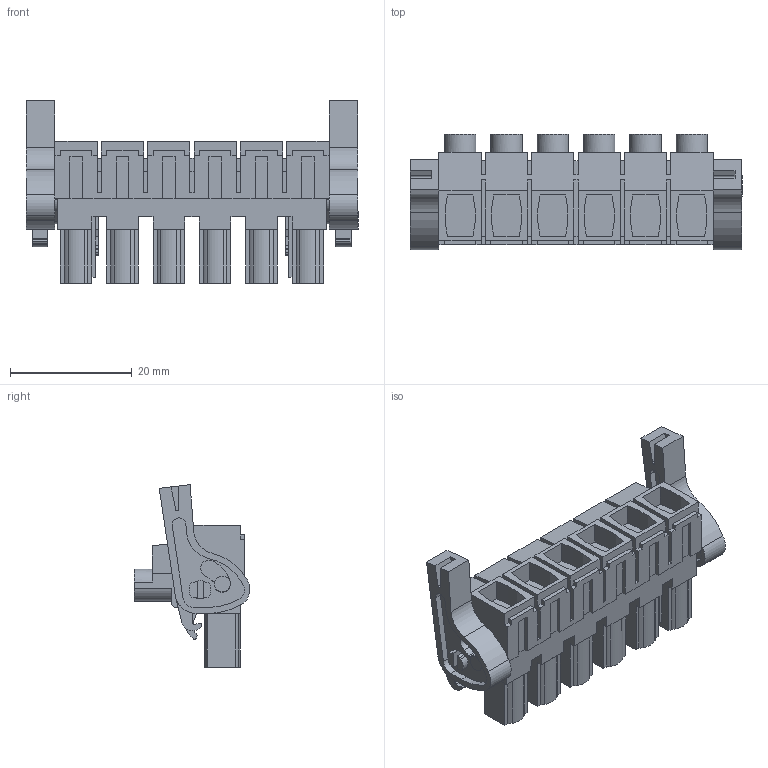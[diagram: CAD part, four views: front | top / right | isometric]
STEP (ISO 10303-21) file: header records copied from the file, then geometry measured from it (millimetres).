
FILE_DESCRIPTION(('CATIA V5 STEP Exchange','CAx-IF Rec.Pracs.--- Model Styling and Organization---1.2---2011-12-15'),'2;1');
FILE_NAME ('D1449564_0', '2017-06-08T09:12:06+00:00', ('none'), ('Weidmueller'), 'CATIA Version 5-6 Release 2014', 'CATIA V5 STEP AP214', 'none');
FILE_SCHEMA(('AUTOMOTIVE_DESIGN { 1 0 10303 214 1 1 1 1 }'));
Length unit declared in the file: millimetre
Products named in the file (1): 1164960000
Bounding box: 54.6 x 19.05 x 30.02 mm (x, y, z)
Volume: 9518.5 mm3; surface area: 8473.6 mm2
Topology: 9 solids, 9 shells, 775 faces, 2221 edges, 1498 vertices
Faces by surface type: plane 581, cylinder 192, extrusion 2
Entity records: 24527 total; most frequent: ORIENTED_EDGE 4442, CARTESIAN_POINT 4363, DIRECTION 3288, EDGE_CURVE 2221, VECTOR 1779, LINE 1777, VERTEX_POINT 1498, AXIS2_PLACEMENT_3D 971
